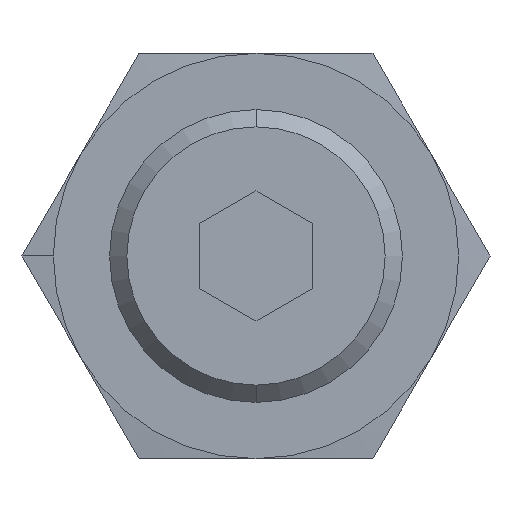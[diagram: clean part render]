
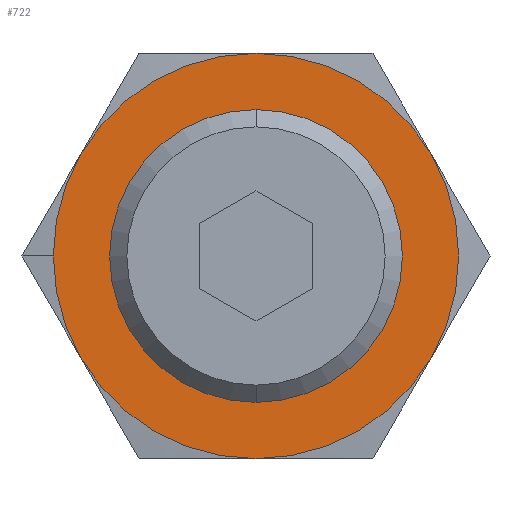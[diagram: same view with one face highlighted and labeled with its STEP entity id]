
A CAD part, front view. The second image highlights one B-rep face of the part: STEP entity #722.
In plain terms, the highlighted planar face has unit normal (0, -1, 0).
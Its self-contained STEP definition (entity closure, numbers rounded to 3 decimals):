
#6 = DIRECTION ( 'NONE',  ( 0., 0., -1. ) ) ;
#14 = CIRCLE ( 'NONE', #737, 18. ) ;
#19 = DIRECTION ( 'NONE',  ( 0., 1., 0. ) ) ;
#41 = CARTESIAN_POINT ( 'NONE',  ( 0., -16.5, 0. ) ) ;
#48 = DIRECTION ( 'NONE',  ( 0., 0., -1. ) ) ;
#66 = DIRECTION ( 'NONE',  ( 0., 1., 0. ) ) ;
#76 = FACE_BOUND ( 'NONE', #889, .T. ) ;
#89 = CARTESIAN_POINT ( 'NONE',  ( 0., -16.5, 0. ) ) ;
#103 = DIRECTION ( 'NONE',  ( 0., 0., -1. ) ) ;
#115 = ORIENTED_EDGE ( 'NONE', *, *, #780, .F. ) ;
#117 = CIRCLE ( 'NONE', #700, 18. ) ;
#118 = AXIS2_PLACEMENT_3D ( 'NONE', #867, #863, #859 ) ;
#162 = DIRECTION ( 'NONE',  ( 0., 1., 0. ) ) ;
#163 = CIRCLE ( 'NONE', #306, 13. ) ;
#167 = CIRCLE ( 'NONE', #491, 18. ) ;
#178 = EDGE_CURVE ( 'NONE', #1098, #1065, #163, .T. ) ;
#188 = CARTESIAN_POINT ( 'NONE',  ( 0., -16.5, 0. ) ) ;
#189 = DIRECTION ( 'NONE',  ( 0., 0., -1. ) ) ;
#193 = CARTESIAN_POINT ( 'NONE',  ( 0., -16.5, 0. ) ) ;
#203 = ORIENTED_EDGE ( 'NONE', *, *, #815, .F. ) ;
#217 = CIRCLE ( 'NONE', #762, 18. ) ;
#219 = CIRCLE ( 'NONE', #118, 18. ) ;
#230 = CARTESIAN_POINT ( 'NONE',  ( 15.588, -16.5, 9. ) ) ;
#234 = VERTEX_POINT ( 'NONE', #242 ) ;
#240 = DIRECTION ( 'NONE',  ( 0., 1., 0. ) ) ;
#242 = CARTESIAN_POINT ( 'NONE',  ( 0., -16.5, -18. ) ) ;
#285 = ORIENTED_EDGE ( 'NONE', *, *, #843, .F. ) ;
#306 = AXIS2_PLACEMENT_3D ( 'NONE', #640, #1213, #359 ) ;
#335 = VERTEX_POINT ( 'NONE', #694 ) ;
#348 = AXIS2_PLACEMENT_3D ( 'NONE', #1010, #1007, #1005 ) ;
#356 = VERTEX_POINT ( 'NONE', #685 ) ;
#357 = CARTESIAN_POINT ( 'NONE',  ( 0., -16.5, 0. ) ) ;
#359 = DIRECTION ( 'NONE',  ( 0., 0., -1. ) ) ;
#383 = DIRECTION ( 'NONE',  ( 0., -1., 0. ) ) ;
#391 = VERTEX_POINT ( 'NONE', #230 ) ;
#410 = AXIS2_PLACEMENT_3D ( 'NONE', #1095, #1090, #1077 ) ;
#434 = PLANE ( 'NONE',  #792 ) ;
#455 = ORIENTED_EDGE ( 'NONE', *, *, #776, .F. ) ;
#459 = DIRECTION ( 'NONE',  ( 0., 0., -1. ) ) ;
#491 = AXIS2_PLACEMENT_3D ( 'NONE', #1027, #1023, #1022 ) ;
#539 = ORIENTED_EDGE ( 'NONE', *, *, #800, .F. ) ;
#540 = CARTESIAN_POINT ( 'NONE',  ( 0., -16.5, 13. ) ) ;
#572 = VERTEX_POINT ( 'NONE', #1067 ) ;
#598 = CIRCLE ( 'NONE', #669, 18. ) ;
#599 = CARTESIAN_POINT ( 'NONE',  ( 0., -16.5, -13. ) ) ;
#618 = CIRCLE ( 'NONE', #348, 13. ) ;
#622 = ORIENTED_EDGE ( 'NONE', *, *, #896, .F. ) ;
#640 = CARTESIAN_POINT ( 'NONE',  ( 0., -16.5, 0. ) ) ;
#669 = AXIS2_PLACEMENT_3D ( 'NONE', #89, #19, #6 ) ;
#685 = CARTESIAN_POINT ( 'NONE',  ( -18., -16.5, 0. ) ) ;
#694 = CARTESIAN_POINT ( 'NONE',  ( 0., -16.5, 18. ) ) ;
#700 = AXIS2_PLACEMENT_3D ( 'NONE', #41, #66, #48 ) ;
#722 = ADVANCED_FACE ( 'NONE', ( #1281, #76 ), #434, .T. ) ;
#737 = AXIS2_PLACEMENT_3D ( 'NONE', #188, #162, #189 ) ;
#749 = CARTESIAN_POINT ( 'NONE',  ( -15.588, -16.5, 9. ) ) ;
#762 = AXIS2_PLACEMENT_3D ( 'NONE', #193, #240, #103 ) ;
#776 = EDGE_CURVE ( 'NONE', #234, #824, #217, .T. ) ;
#780 = EDGE_CURVE ( 'NONE', #572, #234, #14, .T. ) ;
#784 = EDGE_CURVE ( 'NONE', #391, #572, #117, .T. ) ;
#792 = AXIS2_PLACEMENT_3D ( 'NONE', #357, #383, #459 ) ;
#800 = EDGE_CURVE ( 'NONE', #335, #391, #598, .T. ) ;
#815 = EDGE_CURVE ( 'NONE', #968, #335, #1221, .T. ) ;
#824 = VERTEX_POINT ( 'NONE', #1164 ) ;
#836 = EDGE_CURVE ( 'NONE', #356, #968, #167, .T. ) ;
#843 = EDGE_CURVE ( 'NONE', #1065, #1098, #618, .T. ) ;
#859 = DIRECTION ( 'NONE',  ( 0., 0., -1. ) ) ;
#863 = DIRECTION ( 'NONE',  ( 0., 1., 0. ) ) ;
#867 = CARTESIAN_POINT ( 'NONE',  ( 0., -16.5, 0. ) ) ;
#889 = EDGE_LOOP ( 'NONE', ( #285, #1205 ) ) ;
#896 = EDGE_CURVE ( 'NONE', #824, #356, #219, .T. ) ;
#905 = ORIENTED_EDGE ( 'NONE', *, *, #836, .F. ) ;
#942 = EDGE_LOOP ( 'NONE', ( #455, #115, #1044, #539, #203, #905, #622 ) ) ;
#968 = VERTEX_POINT ( 'NONE', #749 ) ;
#1005 = DIRECTION ( 'NONE',  ( 0., 0., -1. ) ) ;
#1007 = DIRECTION ( 'NONE',  ( 0., -1., 0. ) ) ;
#1010 = CARTESIAN_POINT ( 'NONE',  ( 0., -16.5, 0. ) ) ;
#1022 = DIRECTION ( 'NONE',  ( 0., 0., -1. ) ) ;
#1023 = DIRECTION ( 'NONE',  ( 0., 1., 0. ) ) ;
#1027 = CARTESIAN_POINT ( 'NONE',  ( 0., -16.5, 0. ) ) ;
#1044 = ORIENTED_EDGE ( 'NONE', *, *, #784, .F. ) ;
#1065 = VERTEX_POINT ( 'NONE', #599 ) ;
#1067 = CARTESIAN_POINT ( 'NONE',  ( 15.588, -16.5, -9. ) ) ;
#1077 = DIRECTION ( 'NONE',  ( -1., 0., 0. ) ) ;
#1090 = DIRECTION ( 'NONE',  ( 0., 1., 0. ) ) ;
#1095 = CARTESIAN_POINT ( 'NONE',  ( 0., -16.5, 0. ) ) ;
#1098 = VERTEX_POINT ( 'NONE', #540 ) ;
#1164 = CARTESIAN_POINT ( 'NONE',  ( -15.588, -16.5, -9. ) ) ;
#1205 = ORIENTED_EDGE ( 'NONE', *, *, #178, .F. ) ;
#1213 = DIRECTION ( 'NONE',  ( 0., -1., 0. ) ) ;
#1221 = CIRCLE ( 'NONE', #410, 18. ) ;
#1281 = FACE_OUTER_BOUND ( 'NONE', #942, .T. ) ;
